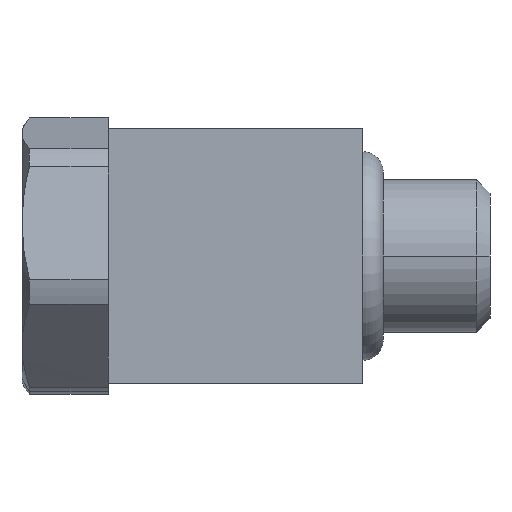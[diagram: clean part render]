
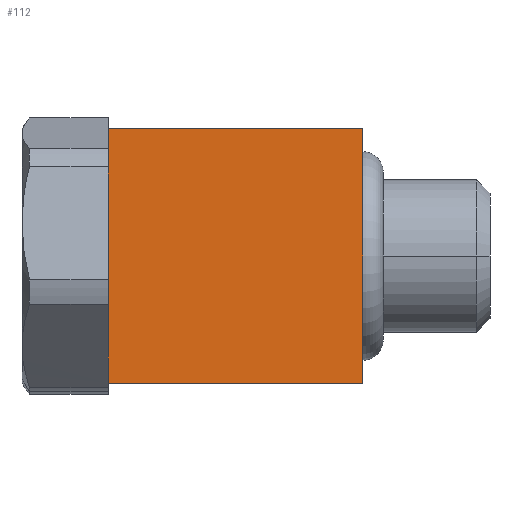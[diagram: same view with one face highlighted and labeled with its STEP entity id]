
A CAD part, left-side view. The second image highlights one B-rep face of the part: STEP entity #112.
In plain terms, the highlighted planar face has unit normal (-1, 0, 0).
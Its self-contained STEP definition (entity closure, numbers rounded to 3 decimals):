
#112=ADVANCED_FACE('',(#202),#845,.T.);
#202=FACE_OUTER_BOUND('',#294,.F.);
#294=EDGE_LOOP('',(#428,#429,#430,#431,#432,#433));
#428=ORIENTED_EDGE('',*,*,#1258,.F.);
#429=ORIENTED_EDGE('',*,*,#1232,.T.);
#430=ORIENTED_EDGE('',*,*,#1233,.F.);
#431=ORIENTED_EDGE('',*,*,#1266,.F.);
#432=ORIENTED_EDGE('',*,*,#1262,.T.);
#433=ORIENTED_EDGE('',*,*,#1265,.T.);
#845=PLANE('',#1826);
#1020=LINE('',#2568,#1122);
#1021=LINE('',#2569,#1123);
#1035=LINE('',#2626,#1137);
#1039=LINE('',#2630,#1141);
#1042=LINE('',#2633,#1144);
#1043=LINE('',#2634,#1145);
#1122=VECTOR('',#1940,1.365);
#1123=VECTOR('',#1941,2.171);
#1137=VECTOR('',#1969,1.464);
#1141=VECTOR('',#1973,5.);
#1144=VECTOR('',#1976,5.);
#1145=VECTOR('',#1977,5.);
#1232=EDGE_CURVE('',#1669,#1663,#1020,.T.);
#1233=EDGE_CURVE('',#1662,#1663,#1021,.T.);
#1258=EDGE_CURVE('',#1669,#1661,#1035,.T.);
#1262=EDGE_CURVE('',#1642,#1640,#1039,.T.);
#1265=EDGE_CURVE('',#1640,#1661,#1042,.T.);
#1266=EDGE_CURVE('',#1642,#1662,#1043,.T.);
#1640=VERTEX_POINT('',#2504);
#1642=VERTEX_POINT('',#2506);
#1661=VERTEX_POINT('',#2525);
#1662=VERTEX_POINT('',#2526);
#1663=VERTEX_POINT('',#2527);
#1669=VERTEX_POINT('',#2533);
#1826=AXIS2_PLACEMENT_3D('',#2995,#2238,#2239);
#1940=DIRECTION('',(0.,0.,1.));
#1941=DIRECTION('',(0.,0.,-1.));
#1969=DIRECTION('',(0.,0.,-1.));
#1973=DIRECTION('',(0.,0.,-1.));
#1976=DIRECTION('',(0.,1.,0.));
#1977=DIRECTION('',(0.,1.,0.));
#2238=DIRECTION('',(-1.,0.,0.));
#2239=DIRECTION('',(0.,0.,-1.));
#2504=CARTESIAN_POINT('',(-20.5,7.9,-2.5));
#2506=CARTESIAN_POINT('',(-20.5,7.9,2.5));
#2525=CARTESIAN_POINT('',(-20.5,12.9,-2.5));
#2526=CARTESIAN_POINT('',(-20.5,12.9,2.5));
#2527=CARTESIAN_POINT('',(-20.5,12.9,0.329));
#2533=CARTESIAN_POINT('',(-20.5,12.9,-1.036));
#2568=CARTESIAN_POINT('',(-20.5,12.9,-1.036));
#2569=CARTESIAN_POINT('',(-20.5,12.9,2.5));
#2626=CARTESIAN_POINT('',(-20.5,12.9,-1.036));
#2630=CARTESIAN_POINT('',(-20.5,7.9,2.5));
#2633=CARTESIAN_POINT('',(-20.5,7.9,-2.5));
#2634=CARTESIAN_POINT('',(-20.5,7.9,2.5));
#2995=CARTESIAN_POINT('',(-20.5,12.95,2.55));
